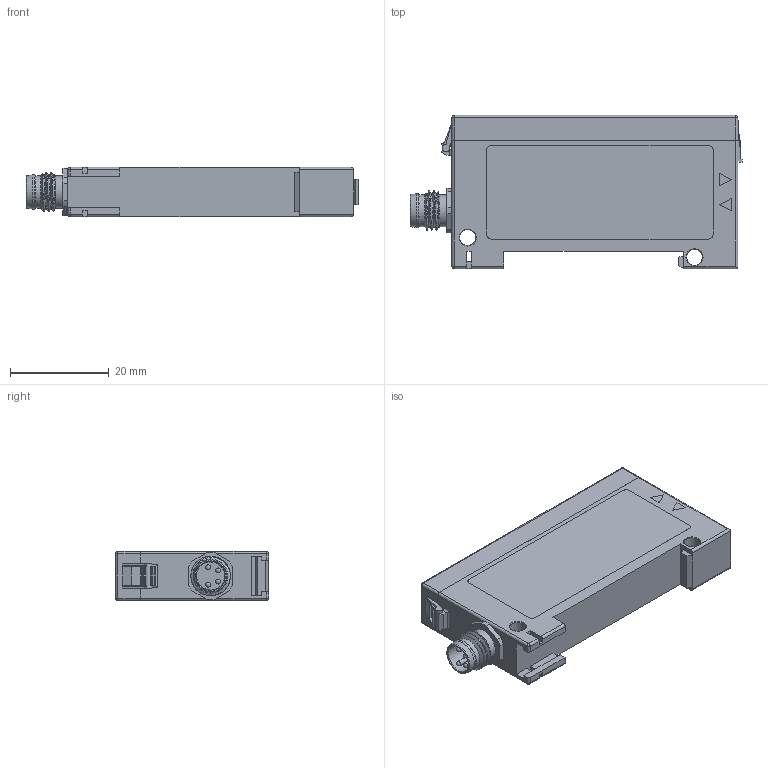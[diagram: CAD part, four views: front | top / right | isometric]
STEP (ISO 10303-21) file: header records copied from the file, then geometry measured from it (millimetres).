
FILE_DESCRIPTION (( 'STEP AP214' ), '1' );
FILE_NAME ('DFT-AP-1F.STEP', '2018-04-25T11:17:31', ( '' ), ( '' ), 'SwSTEP 2.0', 'SolidWorks 2017', '' );
FILE_SCHEMA (( 'AUTOMOTIVE_DESIGN' ));
Length unit declared in the file: inch
Products named in the file (1): DFT-AP-1F
Bounding box: 67.34 x 31.1 x 10 mm (x, y, z)
Volume: 16488 mm3; surface area: 7399.2 mm2
Topology: 4 solids, 4 shells, 220 faces, 598 edges, 375 vertices
Faces by surface type: plane 127, cylinder 68, cone 11, bspline 8, sphere 6
Full cylindrical faces by diameter (mm): 1 x4, 3.2 x2, 5.8 x1, 6.5 x3, 6.9 x1
Entity records: 8364 total; most frequent: CARTESIAN_POINT 2905, ORIENTED_EDGE 1112, DIRECTION 1092, EDGE_CURVE 556, VECTOR 376, LINE 376, VERTEX_POINT 370, AXIS2_PLACEMENT_3D 358
